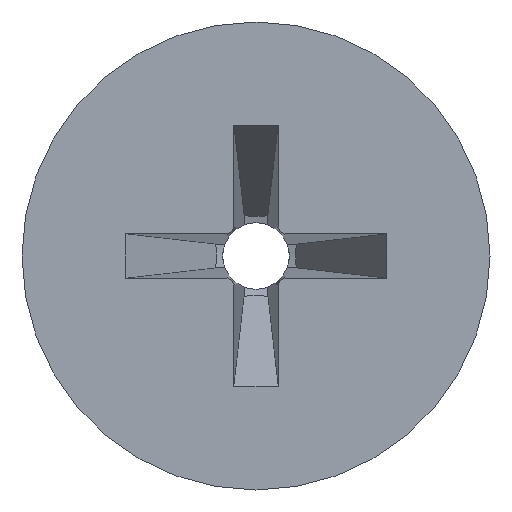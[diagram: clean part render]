
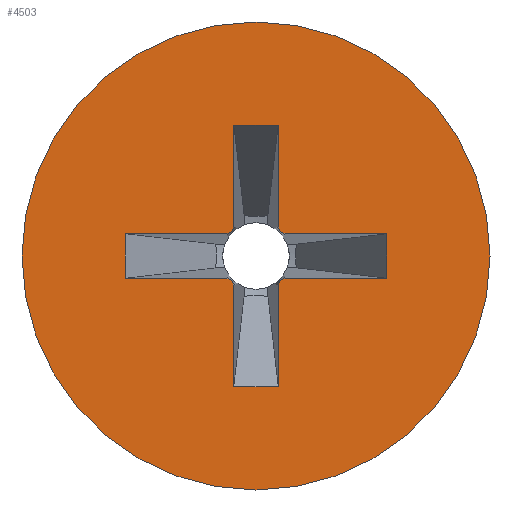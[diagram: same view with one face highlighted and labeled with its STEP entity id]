
A CAD part, left-side view. The second image highlights one B-rep face of the part: STEP entity #4503.
In plain terms, the highlighted planar face has unit normal (-1, 0, 0).
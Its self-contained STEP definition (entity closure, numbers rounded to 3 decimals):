
#115=CARTESIAN_POINT('',(0.,0.,0.));
#116=DIRECTION('',(-1.,0.,0.));
#117=DIRECTION('',(0.,1.,0.));
#118=AXIS2_PLACEMENT_3D('',#115,#116,#117);
#120=CARTESIAN_POINT('',(0.,0.,0.));
#121=DIRECTION('',(1.,0.,0.));
#122=DIRECTION('',(0.,1.,0.));
#123=AXIS2_PLACEMENT_3D('',#120,#121,#122);
#125=DIRECTION('',(0.,0.423,-0.906));
#126=VECTOR('',#125,0.102);
#127=CARTESIAN_POINT('',(0.,-0.486,-0.486));
#128=LINE('',#127,#126);
#129=DIRECTION('',(0.,0.906,-0.423));
#130=VECTOR('',#129,0.102);
#131=CARTESIAN_POINT('',(0.,-0.578,-0.443));
#132=LINE('',#131,#130);
#133=DIRECTION('',(0.,1.,0.));
#134=VECTOR('',#133,2.022);
#135=CARTESIAN_POINT('',(0.,-2.6,-0.443));
#136=LINE('',#135,#134);
#137=DIRECTION('',(0.,0.,-1.));
#138=VECTOR('',#137,0.885);
#139=CARTESIAN_POINT('',(0.,-2.6,0.443));
#140=LINE('',#139,#138);
#141=DIRECTION('',(0.,1.,0.));
#142=VECTOR('',#141,2.022);
#143=CARTESIAN_POINT('',(0.,-2.6,0.443));
#144=LINE('',#143,#142);
#145=DIRECTION('',(0.,0.906,0.423));
#146=VECTOR('',#145,0.102);
#147=CARTESIAN_POINT('',(0.,-0.578,0.443));
#148=LINE('',#147,#146);
#149=DIRECTION('',(0.,-0.423,-0.906));
#150=VECTOR('',#149,0.102);
#151=CARTESIAN_POINT('',(0.,-0.443,0.578));
#152=LINE('',#151,#150);
#153=DIRECTION('',(0.,0.,-1.));
#154=VECTOR('',#153,2.022);
#155=CARTESIAN_POINT('',(0.,-0.443,2.6));
#156=LINE('',#155,#154);
#157=DIRECTION('',(0.,1.,0.));
#158=VECTOR('',#157,0.885);
#159=CARTESIAN_POINT('',(0.,-0.443,2.6));
#160=LINE('',#159,#158);
#161=DIRECTION('',(0.,0.,-1.));
#162=VECTOR('',#161,2.022);
#163=CARTESIAN_POINT('',(0.,0.443,2.6));
#164=LINE('',#163,#162);
#165=DIRECTION('',(0.,0.423,-0.906));
#166=VECTOR('',#165,0.102);
#167=CARTESIAN_POINT('',(0.,0.443,0.578));
#168=LINE('',#167,#166);
#169=DIRECTION('',(0.,0.906,-0.423));
#170=VECTOR('',#169,0.102);
#171=CARTESIAN_POINT('',(0.,0.486,0.486));
#172=LINE('',#171,#170);
#173=DIRECTION('',(0.,1.,0.));
#174=VECTOR('',#173,2.022);
#175=CARTESIAN_POINT('',(0.,0.578,0.443));
#176=LINE('',#175,#174);
#177=DIRECTION('',(0.,0.,-1.));
#178=VECTOR('',#177,0.885);
#179=CARTESIAN_POINT('',(0.,2.6,0.443));
#180=LINE('',#179,#178);
#181=DIRECTION('',(0.,1.,0.));
#182=VECTOR('',#181,2.022);
#183=CARTESIAN_POINT('',(0.,0.578,-0.443));
#184=LINE('',#183,#182);
#185=DIRECTION('',(0.,0.906,0.423));
#186=VECTOR('',#185,0.102);
#187=CARTESIAN_POINT('',(0.,0.486,-0.486));
#188=LINE('',#187,#186);
#189=DIRECTION('',(0.,-0.423,-0.906));
#190=VECTOR('',#189,0.102);
#191=CARTESIAN_POINT('',(0.,0.486,-0.486));
#192=LINE('',#191,#190);
#193=DIRECTION('',(0.,0.,-1.));
#194=VECTOR('',#193,2.022);
#195=CARTESIAN_POINT('',(0.,0.443,-0.578));
#196=LINE('',#195,#194);
#197=DIRECTION('',(0.,1.,0.));
#198=VECTOR('',#197,0.885);
#199=CARTESIAN_POINT('',(0.,-0.443,-2.6));
#200=LINE('',#199,#198);
#201=DIRECTION('',(0.,0.,-1.));
#202=VECTOR('',#201,2.022);
#203=CARTESIAN_POINT('',(0.,-0.443,-0.578));
#204=LINE('',#203,#202);
#4318=CARTESIAN_POINT('',(0.,4.65,0.));
#4320=VERTEX_POINT('',#4318);
#4322=CARTESIAN_POINT('',(0.,-4.65,0.));
#4324=VERTEX_POINT('',#4322);
#4378=CARTESIAN_POINT('',(0.,-0.486,-0.486));
#4379=CARTESIAN_POINT('',(0.,-0.443,-0.578));
#4380=VERTEX_POINT('',#4378);
#4381=VERTEX_POINT('',#4379);
#4382=CARTESIAN_POINT('',(0.,-0.578,-0.443));
#4383=VERTEX_POINT('',#4382);
#4384=CARTESIAN_POINT('',(0.,-2.6,-0.443));
#4385=VERTEX_POINT('',#4384);
#4386=CARTESIAN_POINT('',(0.,-2.6,0.443));
#4387=VERTEX_POINT('',#4386);
#4388=CARTESIAN_POINT('',(0.,-0.578,0.443));
#4389=VERTEX_POINT('',#4388);
#4390=CARTESIAN_POINT('',(0.,-0.486,0.486));
#4391=VERTEX_POINT('',#4390);
#4392=CARTESIAN_POINT('',(0.,-0.443,0.578));
#4393=VERTEX_POINT('',#4392);
#4394=CARTESIAN_POINT('',(0.,-0.443,2.6));
#4395=VERTEX_POINT('',#4394);
#4396=CARTESIAN_POINT('',(0.,0.443,2.6));
#4397=VERTEX_POINT('',#4396);
#4398=CARTESIAN_POINT('',(0.,0.443,0.578));
#4399=VERTEX_POINT('',#4398);
#4400=CARTESIAN_POINT('',(0.,0.486,0.486));
#4401=VERTEX_POINT('',#4400);
#4402=CARTESIAN_POINT('',(0.,0.578,0.443));
#4403=VERTEX_POINT('',#4402);
#4404=CARTESIAN_POINT('',(0.,2.6,0.443));
#4405=VERTEX_POINT('',#4404);
#4406=CARTESIAN_POINT('',(0.,2.6,-0.443));
#4407=VERTEX_POINT('',#4406);
#4408=CARTESIAN_POINT('',(0.,0.578,-0.443));
#4409=VERTEX_POINT('',#4408);
#4410=CARTESIAN_POINT('',(0.,0.486,-0.486));
#4411=VERTEX_POINT('',#4410);
#4412=CARTESIAN_POINT('',(0.,0.443,-0.578));
#4413=VERTEX_POINT('',#4412);
#4414=CARTESIAN_POINT('',(0.,0.443,-2.6));
#4415=VERTEX_POINT('',#4414);
#4416=CARTESIAN_POINT('',(0.,-0.443,-2.6));
#4417=VERTEX_POINT('',#4416);
#4450=CARTESIAN_POINT('',(0.,0.,0.));
#4451=DIRECTION('',(1.,0.,0.));
#4452=DIRECTION('',(0.,-1.,0.));
#4453=AXIS2_PLACEMENT_3D('',#4450,#4451,#4452);
#4454=PLANE('',#4453);
#4456=ORIENTED_EDGE('',*,*,#4455,.F.);
#4458=ORIENTED_EDGE('',*,*,#4457,.T.);
#4459=EDGE_LOOP('',(#4456,#4458));
#4460=FACE_OUTER_BOUND('',#4459,.F.);
#4462=ORIENTED_EDGE('',*,*,#4461,.F.);
#4464=ORIENTED_EDGE('',*,*,#4463,.F.);
#4466=ORIENTED_EDGE('',*,*,#4465,.F.);
#4468=ORIENTED_EDGE('',*,*,#4467,.F.);
#4470=ORIENTED_EDGE('',*,*,#4469,.T.);
#4472=ORIENTED_EDGE('',*,*,#4471,.T.);
#4474=ORIENTED_EDGE('',*,*,#4473,.F.);
#4476=ORIENTED_EDGE('',*,*,#4475,.F.);
#4478=ORIENTED_EDGE('',*,*,#4477,.T.);
#4480=ORIENTED_EDGE('',*,*,#4479,.T.);
#4482=ORIENTED_EDGE('',*,*,#4481,.T.);
#4484=ORIENTED_EDGE('',*,*,#4483,.T.);
#4486=ORIENTED_EDGE('',*,*,#4485,.T.);
#4488=ORIENTED_EDGE('',*,*,#4487,.T.);
#4490=ORIENTED_EDGE('',*,*,#4489,.F.);
#4492=ORIENTED_EDGE('',*,*,#4491,.F.);
#4494=ORIENTED_EDGE('',*,*,#4493,.T.);
#4496=ORIENTED_EDGE('',*,*,#4495,.T.);
#4498=ORIENTED_EDGE('',*,*,#4497,.F.);
#4500=ORIENTED_EDGE('',*,*,#4499,.F.);
#4501=EDGE_LOOP('',(#4462,#4464,#4466,#4468,#4470,#4472,#4474,#4476,#4478,#4480,
#4482,#4484,#4486,#4488,#4490,#4492,#4494,#4496,#4498,#4500));
#4502=FACE_BOUND('',#4501,.F.);
#119=CIRCLE('',#118,4.65);
#124=CIRCLE('',#123,4.65);
#4455=EDGE_CURVE('',#4320,#4324,#119,.T.);
#4457=EDGE_CURVE('',#4320,#4324,#124,.T.);
#4461=EDGE_CURVE('',#4380,#4381,#128,.T.);
#4463=EDGE_CURVE('',#4383,#4380,#132,.T.);
#4465=EDGE_CURVE('',#4385,#4383,#136,.T.);
#4467=EDGE_CURVE('',#4387,#4385,#140,.T.);
#4469=EDGE_CURVE('',#4387,#4389,#144,.T.);
#4471=EDGE_CURVE('',#4389,#4391,#148,.T.);
#4473=EDGE_CURVE('',#4393,#4391,#152,.T.);
#4475=EDGE_CURVE('',#4395,#4393,#156,.T.);
#4477=EDGE_CURVE('',#4395,#4397,#160,.T.);
#4479=EDGE_CURVE('',#4397,#4399,#164,.T.);
#4481=EDGE_CURVE('',#4399,#4401,#168,.T.);
#4483=EDGE_CURVE('',#4401,#4403,#172,.T.);
#4485=EDGE_CURVE('',#4403,#4405,#176,.T.);
#4487=EDGE_CURVE('',#4405,#4407,#180,.T.);
#4489=EDGE_CURVE('',#4409,#4407,#184,.T.);
#4491=EDGE_CURVE('',#4411,#4409,#188,.T.);
#4493=EDGE_CURVE('',#4411,#4413,#192,.T.);
#4495=EDGE_CURVE('',#4413,#4415,#196,.T.);
#4497=EDGE_CURVE('',#4417,#4415,#200,.T.);
#4499=EDGE_CURVE('',#4381,#4417,#204,.T.);
#4503=ADVANCED_FACE('',(#4460,#4502),#4454,.F.);
